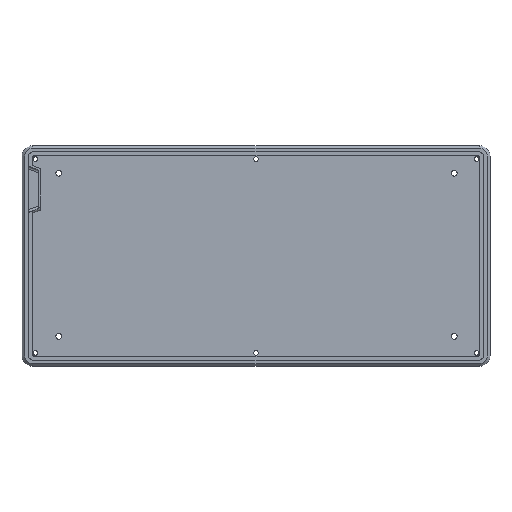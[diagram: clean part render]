
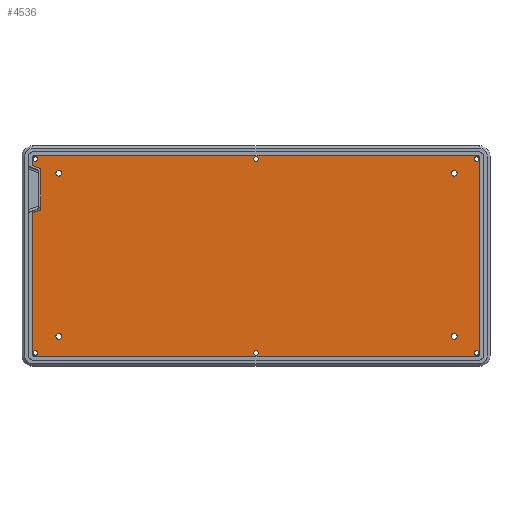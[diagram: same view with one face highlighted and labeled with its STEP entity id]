
A CAD part, top view. The second image highlights one B-rep face of the part: STEP entity #4536.
In plain terms, the highlighted planar face has unit normal (0, 0, 1).
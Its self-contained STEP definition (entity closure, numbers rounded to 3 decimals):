
#29=FACE_BOUND('',#1393,.T.);
#30=FACE_BOUND('',#1394,.T.);
#31=FACE_BOUND('',#1395,.T.);
#32=FACE_BOUND('',#1396,.T.);
#33=FACE_BOUND('',#1397,.T.);
#34=FACE_BOUND('',#1398,.T.);
#35=FACE_BOUND('',#1399,.T.);
#36=FACE_BOUND('',#1400,.T.);
#37=FACE_BOUND('',#1401,.T.);
#38=FACE_BOUND('',#1402,.T.);
#187=PLANE('',#4852);
#303=LINE('',#6274,#699);
#339=LINE('',#6383,#735);
#340=LINE('',#6386,#736);
#342=LINE('',#6389,#738);
#343=LINE('',#6391,#739);
#344=LINE('',#6393,#740);
#345=LINE('',#6395,#741);
#346=LINE('',#6399,#742);
#347=LINE('',#6403,#743);
#348=LINE('',#6407,#744);
#699=VECTOR('',#5180,10.);
#735=VECTOR('',#5274,10.);
#736=VECTOR('',#5277,10.);
#738=VECTOR('',#5281,10.);
#739=VECTOR('',#5282,10.);
#740=VECTOR('',#5283,10.);
#741=VECTOR('',#5284,10.);
#742=VECTOR('',#5287,10.);
#743=VECTOR('',#5290,10.);
#744=VECTOR('',#5293,10.);
#1140=FACE_OUTER_BOUND('',#1392,.T.);
#1392=EDGE_LOOP('',(#3301,#3302,#3303,#3304,#3305,#3306,#3307,#3308,#3309,
#3310,#3311,#3312,#3313,#3314));
#1393=EDGE_LOOP('',(#3315));
#1394=EDGE_LOOP('',(#3316));
#1395=EDGE_LOOP('',(#3317));
#1396=EDGE_LOOP('',(#3318));
#1397=EDGE_LOOP('',(#3319));
#1398=EDGE_LOOP('',(#3320));
#1399=EDGE_LOOP('',(#3321));
#1400=EDGE_LOOP('',(#3322));
#1401=EDGE_LOOP('',(#3323));
#1402=EDGE_LOOP('',(#3324));
#1867=CIRCLE('',#4853,2.);
#1868=CIRCLE('',#4854,2.);
#1869=CIRCLE('',#4855,2.);
#1870=CIRCLE('',#4856,2.);
#1871=CIRCLE('',#4857,1.7);
#1872=CIRCLE('',#4858,1.7);
#1873=CIRCLE('',#4859,1.7);
#1874=CIRCLE('',#4860,1.7);
#1875=CIRCLE('',#4861,1.7);
#1876=CIRCLE('',#4862,1.7);
#1877=CIRCLE('',#4863,2.125);
#1878=CIRCLE('',#4864,2.125);
#1879=CIRCLE('',#4865,2.125);
#1880=CIRCLE('',#4866,2.125);
#1975=VERTEX_POINT('',#6271);
#1976=VERTEX_POINT('',#6273);
#2013=VERTEX_POINT('',#6379);
#2014=VERTEX_POINT('',#6381);
#2015=VERTEX_POINT('',#6385);
#2016=VERTEX_POINT('',#6390);
#2017=VERTEX_POINT('',#6392);
#2018=VERTEX_POINT('',#6394);
#2019=VERTEX_POINT('',#6396);
#2020=VERTEX_POINT('',#6398);
#2021=VERTEX_POINT('',#6400);
#2022=VERTEX_POINT('',#6402);
#2023=VERTEX_POINT('',#6404);
#2024=VERTEX_POINT('',#6406);
#2025=VERTEX_POINT('',#6409);
#2026=VERTEX_POINT('',#6411);
#2027=VERTEX_POINT('',#6413);
#2028=VERTEX_POINT('',#6415);
#2029=VERTEX_POINT('',#6417);
#2030=VERTEX_POINT('',#6419);
#2031=VERTEX_POINT('',#6421);
#2032=VERTEX_POINT('',#6423);
#2033=VERTEX_POINT('',#6425);
#2034=VERTEX_POINT('',#6427);
#2459=EDGE_CURVE('',#1976,#1975,#303,.T.);
#2512=EDGE_CURVE('',#2013,#2014,#339,.F.);
#2513=EDGE_CURVE('',#2015,#2013,#340,.T.);
#2515=EDGE_CURVE('',#2014,#1976,#342,.T.);
#2516=EDGE_CURVE('',#1975,#2016,#343,.T.);
#2517=EDGE_CURVE('',#2016,#2017,#344,.F.);
#2518=EDGE_CURVE('',#2017,#2018,#345,.T.);
#2519=EDGE_CURVE('',#2018,#2019,#1867,.T.);
#2520=EDGE_CURVE('',#2019,#2020,#346,.T.);
#2521=EDGE_CURVE('',#2020,#2021,#1868,.T.);
#2522=EDGE_CURVE('',#2021,#2022,#347,.T.);
#2523=EDGE_CURVE('',#2022,#2023,#1869,.T.);
#2524=EDGE_CURVE('',#2023,#2024,#348,.T.);
#2525=EDGE_CURVE('',#2024,#2015,#1870,.T.);
#2526=EDGE_CURVE('',#2025,#2025,#1871,.T.);
#2527=EDGE_CURVE('',#2026,#2026,#1872,.T.);
#2528=EDGE_CURVE('',#2027,#2027,#1873,.T.);
#2529=EDGE_CURVE('',#2028,#2028,#1874,.T.);
#2530=EDGE_CURVE('',#2029,#2029,#1875,.T.);
#2531=EDGE_CURVE('',#2030,#2030,#1876,.T.);
#2532=EDGE_CURVE('',#2031,#2031,#1877,.T.);
#2533=EDGE_CURVE('',#2032,#2032,#1878,.T.);
#2534=EDGE_CURVE('',#2033,#2033,#1879,.T.);
#2535=EDGE_CURVE('',#2034,#2034,#1880,.T.);
#3301=ORIENTED_EDGE('',*,*,#2512,.T.);
#3302=ORIENTED_EDGE('',*,*,#2515,.T.);
#3303=ORIENTED_EDGE('',*,*,#2459,.T.);
#3304=ORIENTED_EDGE('',*,*,#2516,.T.);
#3305=ORIENTED_EDGE('',*,*,#2517,.T.);
#3306=ORIENTED_EDGE('',*,*,#2518,.T.);
#3307=ORIENTED_EDGE('',*,*,#2519,.T.);
#3308=ORIENTED_EDGE('',*,*,#2520,.T.);
#3309=ORIENTED_EDGE('',*,*,#2521,.T.);
#3310=ORIENTED_EDGE('',*,*,#2522,.T.);
#3311=ORIENTED_EDGE('',*,*,#2523,.T.);
#3312=ORIENTED_EDGE('',*,*,#2524,.T.);
#3313=ORIENTED_EDGE('',*,*,#2525,.T.);
#3314=ORIENTED_EDGE('',*,*,#2513,.T.);
#3315=ORIENTED_EDGE('',*,*,#2526,.T.);
#3316=ORIENTED_EDGE('',*,*,#2527,.T.);
#3317=ORIENTED_EDGE('',*,*,#2528,.T.);
#3318=ORIENTED_EDGE('',*,*,#2529,.T.);
#3319=ORIENTED_EDGE('',*,*,#2530,.T.);
#3320=ORIENTED_EDGE('',*,*,#2531,.T.);
#3321=ORIENTED_EDGE('',*,*,#2532,.T.);
#3322=ORIENTED_EDGE('',*,*,#2533,.T.);
#3323=ORIENTED_EDGE('',*,*,#2534,.T.);
#3324=ORIENTED_EDGE('',*,*,#2535,.T.);
#4536=ADVANCED_FACE('',(#1140,#29,#30,#31,#32,#33,#34,#35,#36,#37,#38),
#187,.F.);
#4852=AXIS2_PLACEMENT_3D('',#6388,#5279,#5280);
#4853=AXIS2_PLACEMENT_3D('',#6397,#5285,#5286);
#4854=AXIS2_PLACEMENT_3D('',#6401,#5288,#5289);
#4855=AXIS2_PLACEMENT_3D('',#6405,#5291,#5292);
#4856=AXIS2_PLACEMENT_3D('',#6408,#5294,#5295);
#4857=AXIS2_PLACEMENT_3D('',#6410,#5296,#5297);
#4858=AXIS2_PLACEMENT_3D('',#6412,#5298,#5299);
#4859=AXIS2_PLACEMENT_3D('',#6414,#5300,#5301);
#4860=AXIS2_PLACEMENT_3D('',#6416,#5302,#5303);
#4861=AXIS2_PLACEMENT_3D('',#6418,#5304,#5305);
#4862=AXIS2_PLACEMENT_3D('',#6420,#5306,#5307);
#4863=AXIS2_PLACEMENT_3D('',#6422,#5308,#5309);
#4864=AXIS2_PLACEMENT_3D('',#6424,#5310,#5311);
#4865=AXIS2_PLACEMENT_3D('',#6426,#5312,#5313);
#4866=AXIS2_PLACEMENT_3D('',#6428,#5314,#5315);
#5180=DIRECTION('',(0.,-1.,0.));
#5274=DIRECTION('',(-0.94,0.342,0.));
#5277=DIRECTION('',(0.,-1.,0.));
#5279=DIRECTION('center_axis',(0.,0.,-1.));
#5280=DIRECTION('ref_axis',(1.,0.,0.));
#5281=DIRECTION('',(0.,-1.,0.));
#5282=DIRECTION('',(0.,-1.,0.));
#5283=DIRECTION('',(0.94,0.342,0.));
#5284=DIRECTION('',(0.,-1.,0.));
#5285=DIRECTION('center_axis',(0.,0.,1.));
#5286=DIRECTION('ref_axis',(-0.707,-0.707,0.));
#5287=DIRECTION('',(1.,0.,0.));
#5288=DIRECTION('center_axis',(0.,0.,1.));
#5289=DIRECTION('ref_axis',(0.707,-0.707,0.));
#5290=DIRECTION('',(0.,1.,0.));
#5291=DIRECTION('center_axis',(0.,0.,1.));
#5292=DIRECTION('ref_axis',(0.707,0.707,0.));
#5293=DIRECTION('',(-1.,0.,0.));
#5294=DIRECTION('center_axis',(0.,0.,1.));
#5295=DIRECTION('ref_axis',(-0.707,0.707,0.));
#5296=DIRECTION('center_axis',(0.,0.,-1.));
#5297=DIRECTION('ref_axis',(1.,0.,0.));
#5298=DIRECTION('center_axis',(0.,0.,-1.));
#5299=DIRECTION('ref_axis',(1.,0.,0.));
#5300=DIRECTION('center_axis',(0.,0.,-1.));
#5301=DIRECTION('ref_axis',(1.,0.,0.));
#5302=DIRECTION('center_axis',(0.,0.,-1.));
#5303=DIRECTION('ref_axis',(1.,0.,0.));
#5304=DIRECTION('center_axis',(0.,0.,-1.));
#5305=DIRECTION('ref_axis',(1.,0.,0.));
#5306=DIRECTION('center_axis',(0.,0.,-1.));
#5307=DIRECTION('ref_axis',(1.,0.,0.));
#5308=DIRECTION('center_axis',(0.,0.,-1.));
#5309=DIRECTION('ref_axis',(1.,0.,0.));
#5310=DIRECTION('center_axis',(0.,0.,-1.));
#5311=DIRECTION('ref_axis',(1.,0.,0.));
#5312=DIRECTION('center_axis',(0.,0.,-1.));
#5313=DIRECTION('ref_axis',(1.,0.,0.));
#5314=DIRECTION('center_axis',(0.,0.,-1.));
#5315=DIRECTION('ref_axis',(1.,0.,0.));
#6271=CARTESIAN_POINT('',(-2.475,113.423,-7.));
#6273=CARTESIAN_POINT('',(-2.475,126.373,-7.));
#6274=CARTESIAN_POINT('',(-2.475,95.059,-7.));
#6379=CARTESIAN_POINT('',(-8.875,137.631,-7.));
#6381=CARTESIAN_POINT('',(-2.475,135.302,-7.));
#6383=CARTESIAN_POINT('',(71.795,108.27,-7.));
#6385=CARTESIAN_POINT('',(-8.875,142.875,-7.));
#6386=CARTESIAN_POINT('',(-8.875,32.893,-7.));
#6388=CARTESIAN_POINT('Origin',(157.91,70.22,-7.));
#6389=CARTESIAN_POINT('',(-2.475,104.934,-7.));
#6390=CARTESIAN_POINT('',(-2.475,104.493,-7.));
#6391=CARTESIAN_POINT('',(-2.475,85.184,-7.));
#6392=CARTESIAN_POINT('',(-8.875,102.164,-7.));
#6393=CARTESIAN_POINT('',(55.829,125.714,-7.));
#6394=CARTESIAN_POINT('',(-8.875,-2.435,-7.));
#6395=CARTESIAN_POINT('',(-8.875,32.893,-7.));
#6396=CARTESIAN_POINT('',(-6.875,-4.435,-7.));
#6397=CARTESIAN_POINT('Origin',(-6.875,-2.435,-7.));
#6398=CARTESIAN_POINT('',(322.695,-4.435,-7.));
#6399=CARTESIAN_POINT('',(241.303,-4.435,-7.));
#6400=CARTESIAN_POINT('',(324.695,-2.435,-7.));
#6401=CARTESIAN_POINT('Origin',(322.695,-2.435,-7.));
#6402=CARTESIAN_POINT('',(324.695,142.875,-7.));
#6403=CARTESIAN_POINT('',(324.695,107.548,-7.));
#6404=CARTESIAN_POINT('',(322.695,144.875,-7.));
#6405=CARTESIAN_POINT('Origin',(322.695,142.875,-7.));
#6406=CARTESIAN_POINT('',(-6.875,144.875,-7.));
#6407=CARTESIAN_POINT('',(74.518,144.875,-7.));
#6408=CARTESIAN_POINT('Origin',(-6.875,142.875,-7.));
#6409=CARTESIAN_POINT('',(-8.175,-2.035,-7.));
#6410=CARTESIAN_POINT('Origin',(-6.475,-2.035,-7.));
#6411=CARTESIAN_POINT('',(156.21,142.475,-7.));
#6412=CARTESIAN_POINT('Origin',(157.91,142.475,-7.));
#6413=CARTESIAN_POINT('',(320.595,142.475,-7.));
#6414=CARTESIAN_POINT('Origin',(322.295,142.475,-7.));
#6415=CARTESIAN_POINT('',(156.21,-2.035,-7.));
#6416=CARTESIAN_POINT('Origin',(157.91,-2.035,-7.));
#6417=CARTESIAN_POINT('',(-8.175,142.475,-7.));
#6418=CARTESIAN_POINT('Origin',(-6.475,142.475,-7.));
#6419=CARTESIAN_POINT('',(320.595,-2.035,-7.));
#6420=CARTESIAN_POINT('Origin',(322.295,-2.035,-7.));
#6421=CARTESIAN_POINT('',(303.57,10.365,-7.));
#6422=CARTESIAN_POINT('Origin',(305.695,10.365,-7.));
#6423=CARTESIAN_POINT('',(303.57,131.875,-7.));
#6424=CARTESIAN_POINT('Origin',(305.695,131.875,-7.));
#6425=CARTESIAN_POINT('',(8.8,10.365,-7.));
#6426=CARTESIAN_POINT('Origin',(10.925,10.365,-7.));
#6427=CARTESIAN_POINT('',(8.8,131.875,-7.));
#6428=CARTESIAN_POINT('Origin',(10.925,131.875,-7.));
